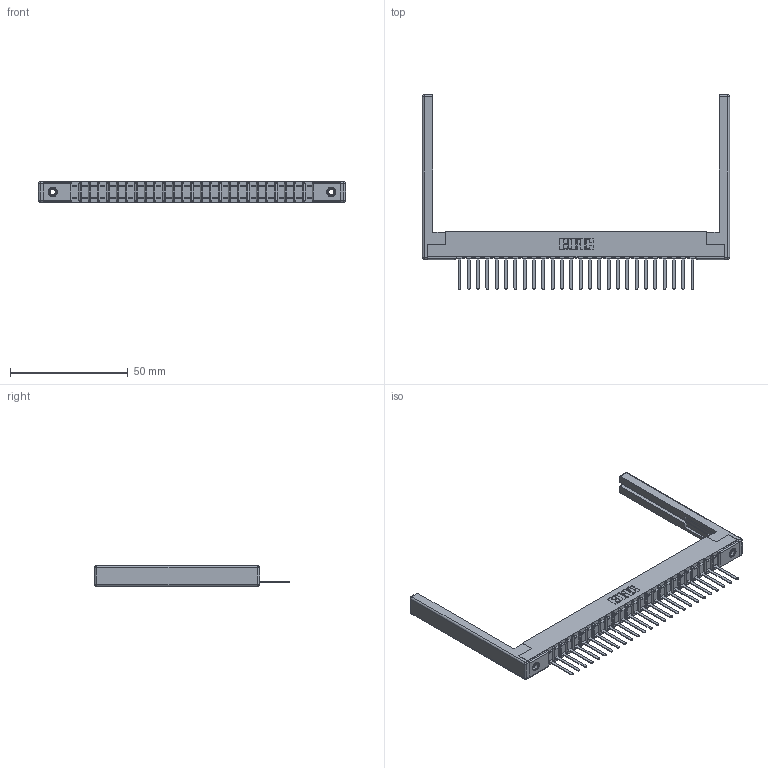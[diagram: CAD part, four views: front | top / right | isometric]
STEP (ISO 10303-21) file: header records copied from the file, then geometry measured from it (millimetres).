
FILE_DESCRIPTION (( 'STEP AP203' ), '1' );
FILE_NAME ('307-026-541-168.STEP', '2019-09-05T02:04:30', ( '' ), ( '' ), 'SwSTEP 2.0', 'SolidWorks 2016', '' );
FILE_SCHEMA (( 'CONFIG_CONTROL_DESIGN' ));
Length unit declared in the file: inch
Products named in the file (5): 307 Part_.156 Dia Mounting Holes; 307-220-068; 307-026-541-168; 307-290-002_541; 345-250-001_345-250-001-102
Assembly tree (31 placements, depth 2):
  307-026-541-168
    307 Part_.156 Dia Mounting Holes
    307-290-002_541  x26
    307-220-068  x2
    345-250-001_345-250-001-102  x2
Bounding box: 130.45 x 82.55 x 8.71 mm (x, y, z)
Volume: 13246.6 mm3; surface area: 20487.7 mm2
Topology: 31 solids, 31 shells, 2223 faces, 6745 edges, 4402 vertices
Faces by surface type: plane 1328, cylinder 817, sphere 62, cone 12, torus 4
Entity records: 27739 total; most frequent: CARTESIAN_POINT 4641, ORIENTED_EDGE 4620, DIRECTION 4534, EDGE_CURVE 2310, LINE 1760, VECTOR 1760, VERTEX_POINT 1494, AXIS2_PLACEMENT_3D 1387
